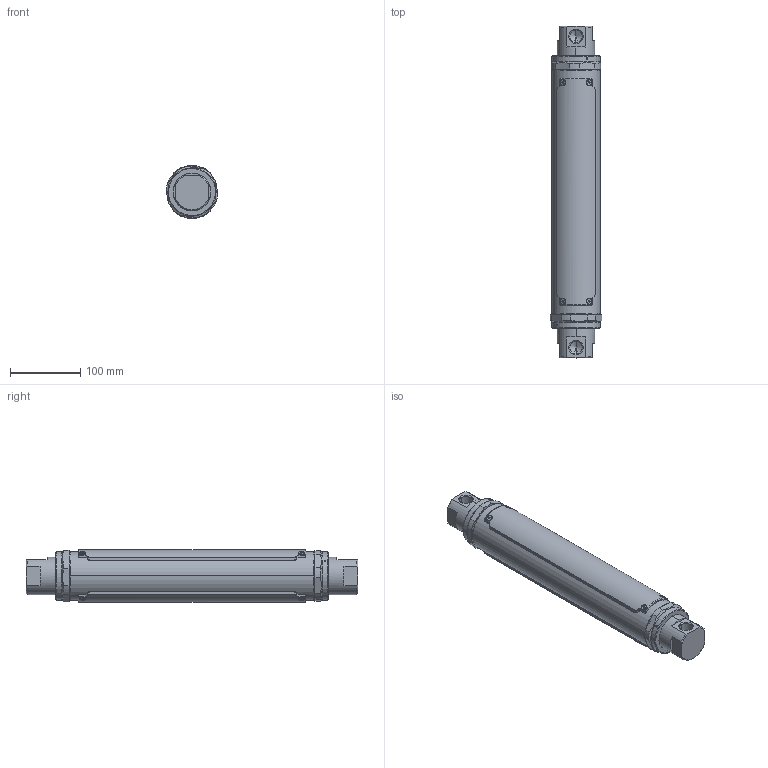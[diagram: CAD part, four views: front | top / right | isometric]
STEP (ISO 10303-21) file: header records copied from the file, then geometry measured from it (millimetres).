
FILE_DESCRIPTION (( 'STEP AP203' ), '1' );
FILE_NAME ('1610-JF-2-AA-0-0.STEP', '2019-05-17T19:38:30', ( 'mrutkowski' ), ( 'Hewlett-Packard Company' ), 'SwSTEP 2.0', 'SolidWorks 2019', '' );
FILE_SCHEMA (( 'CONFIG_CONTROL_DESIGN' ));
Products named in the file (1): 1610-JF-2-AA-0-0
Bounding box: 73.85 x 474.2 x 75.49 mm (x, y, z)
Volume: 580863.4 mm3; surface area: 381375.1 mm2
Topology: 20 solids, 20 shells, 1143 faces, 2875 edges, 1832 vertices
Faces by surface type: plane 442, cylinder 301, bspline 280, cone 104, torus 16
Entity records: 54175 total; most frequent: CARTESIAN_POINT 29574, ORIENTED_EDGE 5742, DIRECTION 4003, EDGE_CURVE 2871, VERTEX_POINT 1832, AXIS2_PLACEMENT_3D 1468, EDGE_LOOP 1297, ADVANCED_FACE 1143
